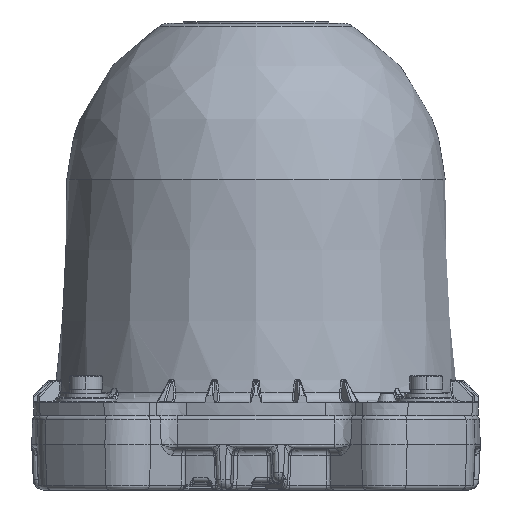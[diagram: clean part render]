
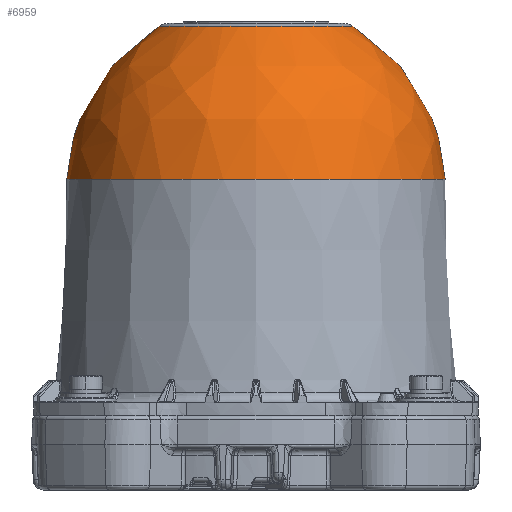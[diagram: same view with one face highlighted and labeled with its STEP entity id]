
A CAD part, front view. The second image highlights one B-rep face of the part: STEP entity #6959.
In plain terms, the highlighted free-form (B-spline) face has degree [3, 3] with [4, 7] control points.
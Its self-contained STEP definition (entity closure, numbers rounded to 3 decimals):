
#264=(
BOUNDED_SURFACE()
B_SPLINE_SURFACE(3,3,((#49535,#49536,#49537,#49538,#49539,#49540,#49541),
(#49542,#49543,#49544,#49545,#49546,#49547,#49548),(#49549,#49550,#49551,
#49552,#49553,#49554,#49555),(#49556,#49557,#49558,#49559,#49560,#49561,
#49562)),.UNSPECIFIED.,.F.,.T.,.F.)
B_SPLINE_SURFACE_WITH_KNOTS((4,4),(1,3,3,3,1),(0.,1.),(-0.5,0.,0.5,1.,1.5),
 .UNSPECIFIED.)
GEOMETRIC_REPRESENTATION_ITEM()
RATIONAL_B_SPLINE_SURFACE(((1.,0.333,0.333,1.,0.333,
0.333,1.),(0.921,0.307,0.307,
0.921,0.307,0.307,0.921),
(0.921,0.307,0.307,0.921,
0.307,0.307,0.921),(1.,0.333,
0.333,1.,0.333,0.333,1.)))
REPRESENTATION_ITEM('')
SURFACE()
);
#2193=CIRCLE('',#34442,25.964);
#2359=CIRCLE('',#34678,13.297);
#5390=FACE_BOUND('',#11510,.T.);
#5391=FACE_BOUND('',#11511,.T.);
#6959=ADVANCED_FACE('',(#5390,#5391),#264,.T.);
#11510=EDGE_LOOP('',(#14356));
#11511=EDGE_LOOP('',(#14357));
#14356=ORIENTED_EDGE('',*,*,#27133,.T.);
#14357=ORIENTED_EDGE('',*,*,#26665,.F.);
#23632=VERTEX_POINT('',#46862);
#24074=VERTEX_POINT('',#49534);
#26665=EDGE_CURVE('',#23632,#23632,#2193,.T.);
#27133=EDGE_CURVE('',#24074,#24074,#2359,.T.);
#34442=AXIS2_PLACEMENT_3D('',#46861,#38091,#38092);
#34678=AXIS2_PLACEMENT_3D('',#49533,#38682,#38683);
#38091=DIRECTION('',(0.,0.,-1.));
#38092=DIRECTION('',(0.,1.,0.));
#38682=DIRECTION('',(0.,0.,-1.));
#38683=DIRECTION('',(0.,1.,0.));
#46861=CARTESIAN_POINT('',(7.699,-99.192,36.638));
#46862=CARTESIAN_POINT('',(7.699,-73.228,36.638));
#49533=CARTESIAN_POINT('',(7.699,-99.192,57.62));
#49534=CARTESIAN_POINT('',(7.699,-85.895,57.62));
#49535=CARTESIAN_POINT('',(7.699,-73.228,36.638));
#49536=CARTESIAN_POINT('',(59.628,-73.228,36.638));
#49537=CARTESIAN_POINT('',(59.628,-125.157,36.638));
#49538=CARTESIAN_POINT('',(7.699,-125.157,36.638));
#49539=CARTESIAN_POINT('',(-44.23,-125.157,36.638));
#49540=CARTESIAN_POINT('',(-44.23,-73.228,36.638));
#49541=CARTESIAN_POINT('',(7.699,-73.228,36.638));
#49542=CARTESIAN_POINT('',(7.699,-73.692,45.494));
#49543=CARTESIAN_POINT('',(58.7,-73.692,45.494));
#49544=CARTESIAN_POINT('',(58.7,-124.692,45.494));
#49545=CARTESIAN_POINT('',(7.699,-124.692,45.494));
#49546=CARTESIAN_POINT('',(-43.301,-124.692,45.494));
#49547=CARTESIAN_POINT('',(-43.301,-73.692,45.494));
#49548=CARTESIAN_POINT('',(7.699,-73.692,45.494));
#49549=CARTESIAN_POINT('',(7.699,-78.275,53.085));
#49550=CARTESIAN_POINT('',(49.534,-78.275,53.085));
#49551=CARTESIAN_POINT('',(49.534,-120.109,53.085));
#49552=CARTESIAN_POINT('',(7.699,-120.109,53.085));
#49553=CARTESIAN_POINT('',(-34.135,-120.109,53.085));
#49554=CARTESIAN_POINT('',(-34.135,-78.275,53.085));
#49555=CARTESIAN_POINT('',(7.699,-78.275,53.085));
#49556=CARTESIAN_POINT('',(7.699,-85.895,57.62));
#49557=CARTESIAN_POINT('',(34.293,-85.895,57.62));
#49558=CARTESIAN_POINT('',(34.293,-112.489,57.62));
#49559=CARTESIAN_POINT('',(7.699,-112.489,57.62));
#49560=CARTESIAN_POINT('',(-18.895,-112.489,57.62));
#49561=CARTESIAN_POINT('',(-18.895,-85.895,57.62));
#49562=CARTESIAN_POINT('',(7.699,-85.895,57.62));
